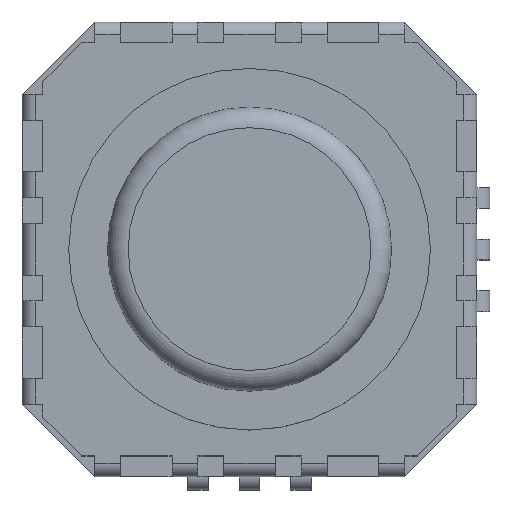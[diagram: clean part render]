
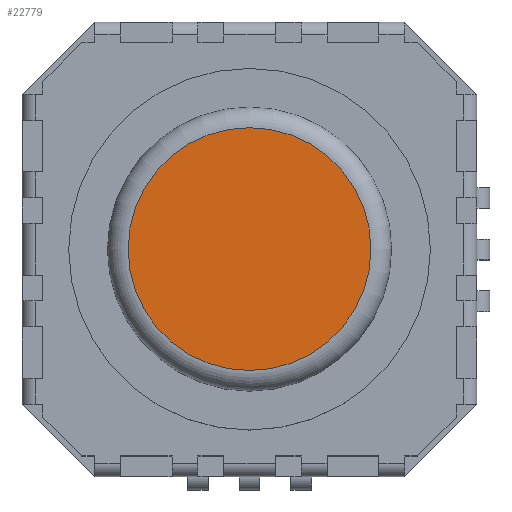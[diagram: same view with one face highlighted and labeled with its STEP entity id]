
A CAD part, top view. The second image highlights one B-rep face of the part: STEP entity #22779.
In plain terms, the highlighted planar face has unit normal (0, 0, 1).
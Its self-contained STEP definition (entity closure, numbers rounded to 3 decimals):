
#22649 = TOROIDAL_SURFACE('',#22650,4.7,0.8);
#22650 = AXIS2_PLACEMENT_3D('',#22651,#22652,#22653);
#22651 = CARTESIAN_POINT('',(0.,0.,3.9));
#22652 = DIRECTION('',(0.,0.,1.));
#22653 = DIRECTION('',(1.,0.,0.));
#22693 = VERTEX_POINT('',#22694);
#22694 = CARTESIAN_POINT('',(4.7,0.,4.7));
#22718 = EDGE_CURVE('',#22693,#22693,#22719,.T.);
#22719 = SURFACE_CURVE('',#22720,(#22725,#22732),.PCURVE_S1.);
#22720 = CIRCLE('',#22721,4.7);
#22721 = AXIS2_PLACEMENT_3D('',#22722,#22723,#22724);
#22722 = CARTESIAN_POINT('',(0.,0.,4.7));
#22723 = DIRECTION('',(0.,0.,1.));
#22724 = DIRECTION('',(1.,0.,0.));
#22725 = PCURVE('',#22649,#22726);
#22726 = DEFINITIONAL_REPRESENTATION('',(#22727),#22731);
#22727 = LINE('',#22728,#22729);
#22728 = CARTESIAN_POINT('',(0.,1.571));
#22729 = VECTOR('',#22730,1.);
#22730 = DIRECTION('',(1.,0.));
#22731 = ( GEOMETRIC_REPRESENTATION_CONTEXT(2) 
PARAMETRIC_REPRESENTATION_CONTEXT() REPRESENTATION_CONTEXT('2D SPACE',''
  ) );
#22732 = PCURVE('',#22733,#22738);
#22733 = PLANE('',#22734);
#22734 = AXIS2_PLACEMENT_3D('',#22735,#22736,#22737);
#22735 = CARTESIAN_POINT('',(0.,0.,4.7
    ));
#22736 = DIRECTION('',(0.,0.,1.));
#22737 = DIRECTION('',(1.,0.,0.));
#22738 = DEFINITIONAL_REPRESENTATION('',(#22739),#22743);
#22739 = CIRCLE('',#22740,4.7);
#22740 = AXIS2_PLACEMENT_2D('',#22741,#22742);
#22741 = CARTESIAN_POINT('',(0.,0.));
#22742 = DIRECTION('',(1.,0.));
#22743 = ( GEOMETRIC_REPRESENTATION_CONTEXT(2) 
PARAMETRIC_REPRESENTATION_CONTEXT() REPRESENTATION_CONTEXT('2D SPACE',''
  ) );
#22779 = ADVANCED_FACE('',(#22780),#22733,.T.);
#22780 = FACE_BOUND('',#22781,.T.);
#22781 = EDGE_LOOP('',(#22782));
#22782 = ORIENTED_EDGE('',*,*,#22718,.T.);
